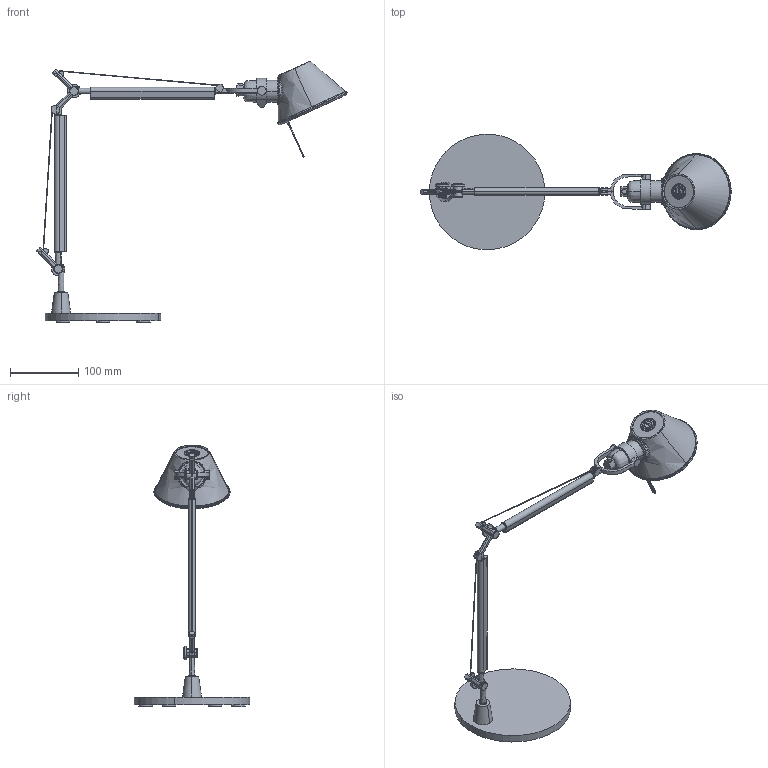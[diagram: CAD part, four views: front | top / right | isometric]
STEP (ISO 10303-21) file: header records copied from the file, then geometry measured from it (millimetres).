
FILE_DESCRIPTION(/* description */ (''),/* implementation_level */ '2;1');
FILE_NAME(/* name */ 'Tolomeo_Tavolo_Micro_Led_3D OK',/* time_stamp */ '2011-12-29T10:54:18+01:00',/* author */ (''),/* organization */ (''),/* preprocessor_version */ 'ST-DEVELOPER v10',/* originating_system */ '',/* authorisation */ '');
FILE_SCHEMA (('CONFIG_CONTROL_DESIGN'));
Length unit declared in the file: millimetre
Products named in the file (1): 1
Bounding box: 453.35 x 168.59 x 382.28 mm (x, y, z)
Volume: 348290 mm3; surface area: 134674.4 mm2
Topology: 34 solids, 59 shells, 518 faces, 1282 edges, 838 vertices
Faces by surface type: bspline 292, plane 226
Entity records: 17696 total; most frequent: CARTESIAN_POINT 9953, ORIENTED_EDGE 2306, EDGE_CURVE 1270, VERTEX_POINT 839, B_SPLINE_CURVE_WITH_KNOTS 777, EDGE_LOOP 525, ADVANCED_FACE 518, FACE_OUTER_BOUND 518
